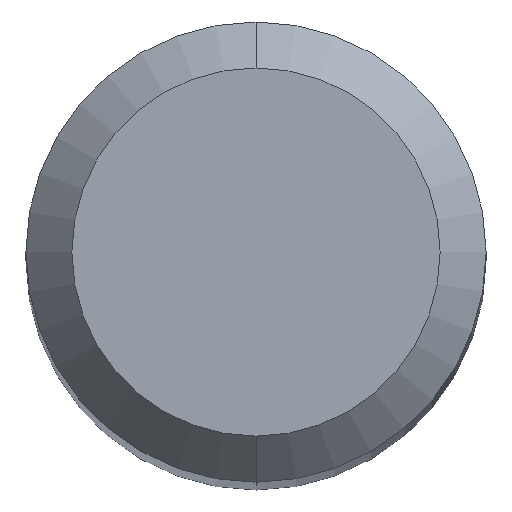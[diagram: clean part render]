
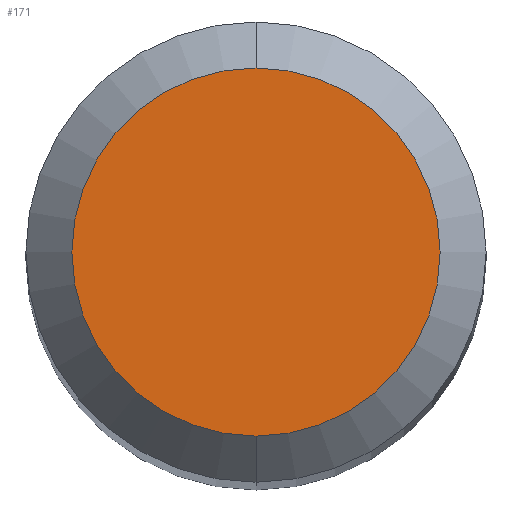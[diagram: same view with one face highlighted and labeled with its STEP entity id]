
A CAD part, top view. The second image highlights one B-rep face of the part: STEP entity #171.
In plain terms, the highlighted planar face has unit normal (0, 0, 1).
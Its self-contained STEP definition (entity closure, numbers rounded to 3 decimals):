
#105=EDGE_CURVE('',#117,#153,#242,.T.);
#117=VERTEX_POINT('',#256);
#153=VERTEX_POINT('',#297);
#171=ADVANCED_FACE('',(#318),#319,.T.);
#183=EDGE_CURVE('',#153,#117,#332,.T.);
#242=CIRCLE('',#388,1.2);
#256=CARTESIAN_POINT('',(0.,-1.2,0.0));
#297=CARTESIAN_POINT('',(0.0,1.2,0.0));
#318=FACE_OUTER_BOUND('',#481,.T.);
#319=PLANE('',#482);
#332=CIRCLE('',#497,1.2);
#388=AXIS2_PLACEMENT_3D('',#555,#556,#557);
#481=EDGE_LOOP('',(#658,#659));
#482=AXIS2_PLACEMENT_3D('',#660,#661,#662);
#497=AXIS2_PLACEMENT_3D('',#678,#679,#680);
#555=CARTESIAN_POINT('',(0.0,0.0,0.0));
#556=DIRECTION('',(0.0,0.0,-1.0));
#557=DIRECTION('',(0.0,1.0,0.0));
#658=ORIENTED_EDGE('',*,*,#183,.F.);
#659=ORIENTED_EDGE('',*,*,#105,.F.);
#660=CARTESIAN_POINT('',(0.0,0.6,0.0));
#661=DIRECTION('',(-0.0,0.0,1.0));
#662=DIRECTION('',(0.0,-1.0,0.0));
#678=CARTESIAN_POINT('',(0.0,0.0,0.0));
#679=DIRECTION('',(0.0,0.0,-1.0));
#680=DIRECTION('',(0.0,1.0,0.0));
